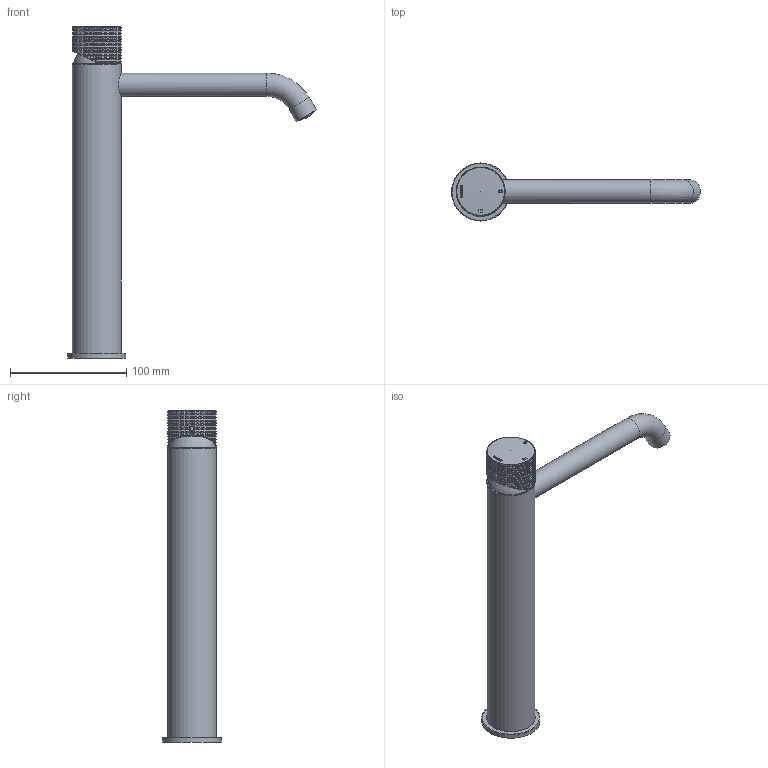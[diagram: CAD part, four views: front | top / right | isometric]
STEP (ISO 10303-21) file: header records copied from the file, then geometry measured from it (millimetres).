
FILE_DESCRIPTION(/* description */ ('Unknown'),/* implementation_level */ '2;1');
FILE_NAME(/* name */ 'GY003HD-00',/* time_stamp */ '2024-11-04T16:23:18+01:00',/* author */ ('Unknown'),/* organization */ ('Unknown'),/* preprocessor_version */ 'ST-DEVELOPER v19.4',/* originating_system */ 'Solid Edge',/* authorisation */ 'Unknown');
FILE_SCHEMA (('AUTOMOTIVE_DESIGN {1 0 10303 214 3 1 1}'));
Length unit declared in the file: millimetre
Products named in the file (13): GY003HD-00; CB003-14.IL; CB003-016.IL_oa_0; CB003-15.IL; CB003-02; GY003-002_oa_1; GY003-02; CB003-002; CB003-002-1; CB003-002-2; CB003-002-3; CB003-002-4; CB003-05
Assembly tree (12 placements, depth 3):
  GY003HD-00
    CB003-14.IL
    CB003-016.IL_oa_0
      CB003-15.IL
    CB003-02
    GY003-002_oa_1
      GY003-02
    CB003-002
      CB003-002-1
      CB003-002-2
      CB003-002-3
      CB003-002-4
    CB003-05
Bounding box: 213.92 x 50 x 285.5 mm (x, y, z)
Volume: 124859.4 mm3; surface area: 101015 mm2
Topology: 9 solids, 9 shells, 4520 faces, 13165 edges, 8687 vertices
Faces by surface type: cylinder 2631, plane 1467, bspline 211, cone 122, torus 89
Full cylindrical faces by diameter (mm): 3.242 x1, 5 x1, 10.917 x3, 11 x1, 11.027 x2, 12 x1, 12.159 x1, 12.196 x1, 12.2 x1, 12.45 x1, 13.464 x1, 13.5 x1, 14 x1, 14.577 x1, 15.033 x1, 15.218 x1, 15.229 x1, 15.417 x2, 16 x1, 16.5 x1, 16.75 x1, 18 x1, 20 x2, 28.3 x1, 30.376 x2, 32.8 x1, 35 x1, 35.2 x2, 35.8 x3, 37 x1
Entity records: 188383 total; most frequent: CARTESIAN_POINT 51681, ORIENTED_EDGE 25974, DIRECTION 16621, EDGE_CURVE 12987, VERTEX_POINT 8630, B_SPLINE_CURVE_WITH_KNOTS 6897, AXIS2_PLACEMENT_3D 6222, FACE_BOUND 4669
